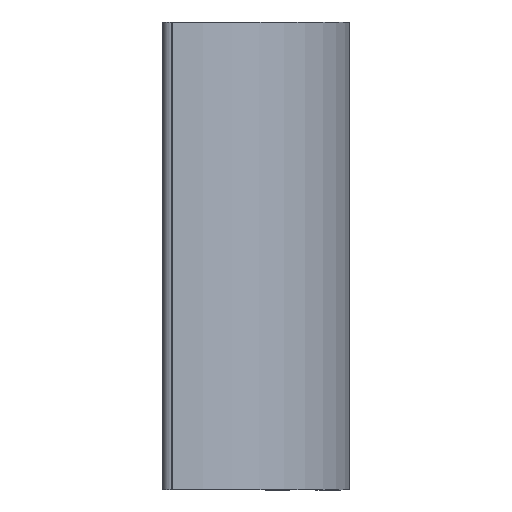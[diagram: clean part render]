
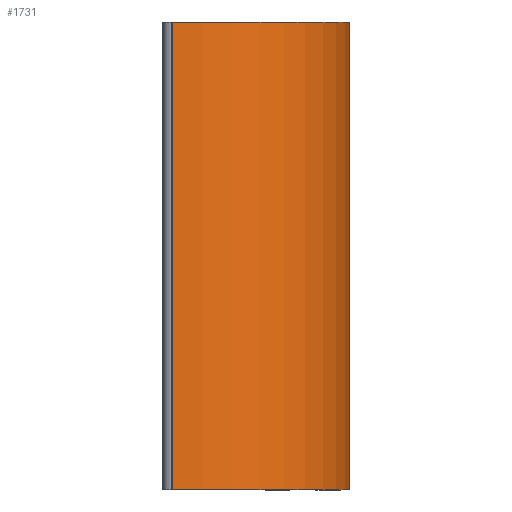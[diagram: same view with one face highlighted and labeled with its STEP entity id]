
A CAD part, top view. The second image highlights one B-rep face of the part: STEP entity #1731.
In plain terms, the highlighted cylindrical face has radius 80 mm (diameter 160 mm), a partial arc.
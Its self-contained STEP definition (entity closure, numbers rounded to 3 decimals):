
#1 = EDGE_CURVE ( 'NONE', #543, #1907, #3789, .T. ) ;
#153 = ORIENTED_EDGE ( 'NONE', *, *, #5011, .T. ) ;
#187 = DIRECTION ( 'NONE',  ( 0., 1., 0. ) ) ;
#190 = DIRECTION ( 'NONE',  ( 0., -1., 0. ) ) ;
#320 = CARTESIAN_POINT ( 'NONE',  ( 37.463, 0., -38.216 ) ) ;
#410 = FACE_OUTER_BOUND ( 'NONE', #1427, .T. ) ;
#543 = VERTEX_POINT ( 'NONE', #320 ) ;
#741 = CARTESIAN_POINT ( 'NONE',  ( -38.216, 200., 37.463 ) ) ;
#770 = CIRCLE ( 'NONE', #1101, 80. ) ;
#825 = DIRECTION ( 'NONE',  ( 0., -1., 0. ) ) ;
#925 = VECTOR ( 'NONE', #2544, 1000. ) ;
#999 = ORIENTED_EDGE ( 'NONE', *, *, #2582, .T. ) ;
#1101 = AXIS2_PLACEMENT_3D ( 'NONE', #2002, #3620, #1986 ) ;
#1311 = CARTESIAN_POINT ( 'NONE',  ( -42.426, 0., -42.426 ) ) ;
#1327 = CARTESIAN_POINT ( 'NONE',  ( 37.463, 0., -38.216 ) ) ;
#1427 = EDGE_LOOP ( 'NONE', ( #4784, #2747, #153, #999 ) ) ;
#1731 = ADVANCED_FACE ( 'NONE', ( #410 ), #2215, .T. ) ;
#1897 = LINE ( 'NONE', #2416, #3209 ) ;
#1907 = VERTEX_POINT ( 'NONE', #2239 ) ;
#1986 = DIRECTION ( 'NONE',  ( 0., 0., 1. ) ) ;
#2002 = CARTESIAN_POINT ( 'NONE',  ( -42.426, 0., -42.426 ) ) ;
#2186 = CIRCLE ( 'NONE', #4855, 80. ) ;
#2215 = CYLINDRICAL_SURFACE ( 'NONE', #3935, 80. ) ;
#2239 = CARTESIAN_POINT ( 'NONE',  ( 37.463, 200., -38.216 ) ) ;
#2416 = CARTESIAN_POINT ( 'NONE',  ( -38.216, 0., 37.463 ) ) ;
#2479 = DIRECTION ( 'NONE',  ( 0., 0., 1. ) ) ;
#2544 = DIRECTION ( 'NONE',  ( 0., 1., 0. ) ) ;
#2552 = CARTESIAN_POINT ( 'NONE',  ( -42.426, 200., -42.426 ) ) ;
#2582 = EDGE_CURVE ( 'NONE', #2870, #2697, #1897, .T. ) ;
#2697 = VERTEX_POINT ( 'NONE', #3379 ) ;
#2747 = ORIENTED_EDGE ( 'NONE', *, *, #1, .T. ) ;
#2870 = VERTEX_POINT ( 'NONE', #741 ) ;
#3209 = VECTOR ( 'NONE', #825, 1000. ) ;
#3379 = CARTESIAN_POINT ( 'NONE',  ( -38.216, 0., 37.463 ) ) ;
#3620 = DIRECTION ( 'NONE',  ( 0., 1., 0. ) ) ;
#3789 = LINE ( 'NONE', #1327, #925 ) ;
#3935 = AXIS2_PLACEMENT_3D ( 'NONE', #1311, #187, #2479 ) ;
#4712 = EDGE_CURVE ( 'NONE', #2697, #543, #770, .T. ) ;
#4784 = ORIENTED_EDGE ( 'NONE', *, *, #4712, .T. ) ;
#4855 = AXIS2_PLACEMENT_3D ( 'NONE', #2552, #190, #4908 ) ;
#4908 = DIRECTION ( 'NONE',  ( 0., 0., 1. ) ) ;
#5011 = EDGE_CURVE ( 'NONE', #1907, #2870, #2186, .T. ) ;
